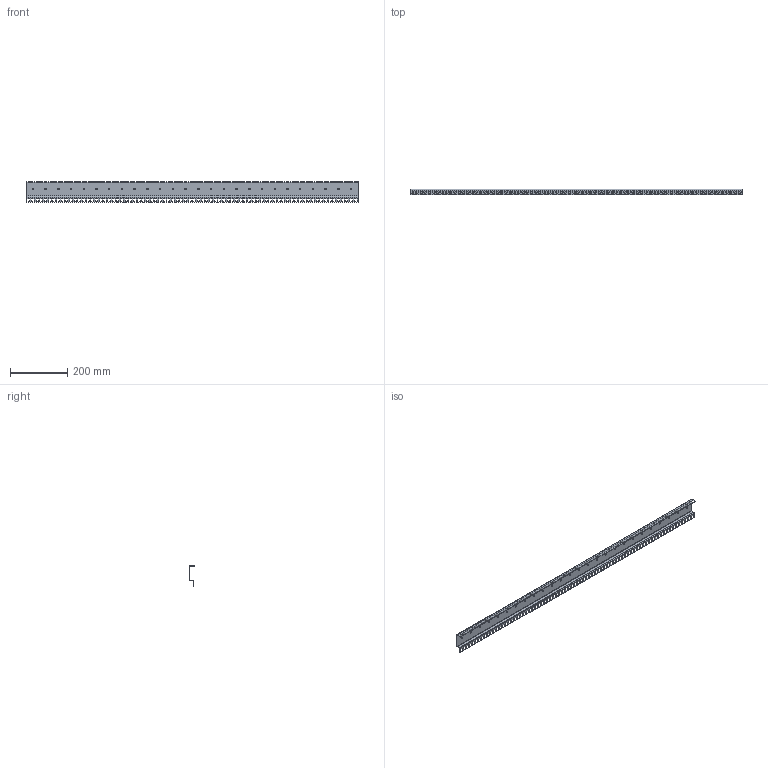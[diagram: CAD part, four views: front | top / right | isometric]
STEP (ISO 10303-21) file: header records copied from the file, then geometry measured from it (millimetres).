
FILE_DESCRIPTION (( 'STEP AP214' ), '1' );
FILE_NAME ('Penn Elcom-R0883-26.STEP', '2019-10-01T00:48:25', ( '' ), ( '' ), 'SwSTEP 2.0', 'SolidWorks 2019', '' );
FILE_SCHEMA (( 'AUTOMOTIVE_DESIGN' ));
Length unit declared in the file: millimetre
Products named in the file (1): Penn Elcom-R0883-26
Bounding box: 1158.9 x 19 x 71 mm (x, y, z)
Volume: 151347.9 mm3; surface area: 215102.1 mm2
Topology: 1 solids, 1 shells, 706 faces, 2088 edges, 1384 vertices
Faces by surface type: plane 648, cylinder 58
Entity records: 23918 total; most frequent: CARTESIAN_POINT 4179, ORIENTED_EDGE 4176, DIRECTION 3618, EDGE_CURVE 2088, VECTOR 1972, LINE 1972, VERTEX_POINT 1384, EDGE_LOOP 1070
